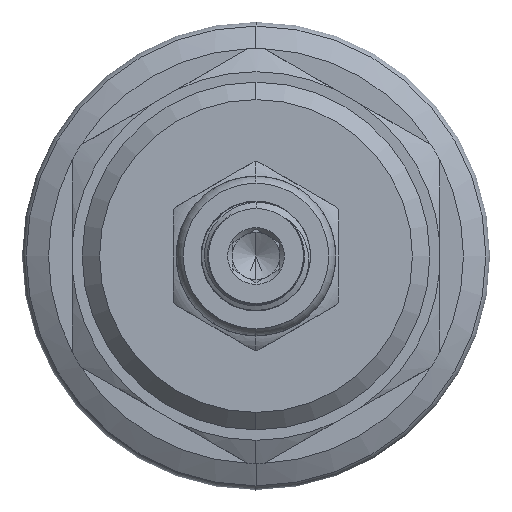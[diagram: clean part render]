
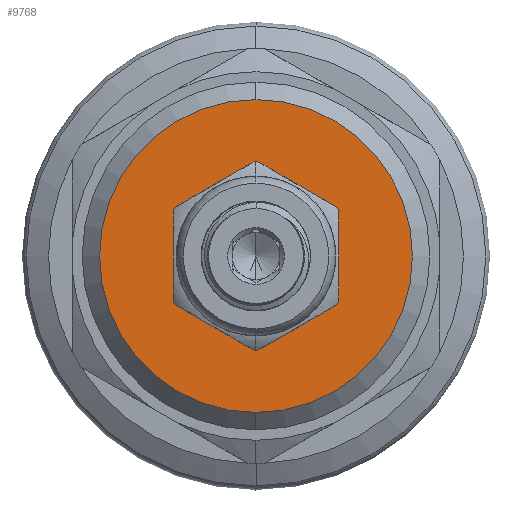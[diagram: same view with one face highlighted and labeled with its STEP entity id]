
A CAD part, left-side view. The second image highlights one B-rep face of the part: STEP entity #9768.
In plain terms, the highlighted planar face has unit normal (-1, 0, 0).
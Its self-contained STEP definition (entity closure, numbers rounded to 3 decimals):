
#124 = CIRCLE ( 'NONE', #2543, 6.875 ) ;
#1512 = CARTESIAN_POINT ( 'NONE',  ( 0., 0., 0. ) ) ;
#1976 = ORIENTED_EDGE ( 'NONE', *, *, #4187, .T. ) ;
#2078 = CARTESIAN_POINT ( 'NONE',  ( 0., 0., -13.5 ) ) ;
#2252 = EDGE_LOOP ( 'NONE', ( #1976, #4808 ) ) ;
#2275 = FACE_OUTER_BOUND ( 'NONE', #16655, .T. ) ;
#2407 = ORIENTED_EDGE ( 'NONE', *, *, #11314, .F. ) ;
#2436 = VERTEX_POINT ( 'NONE', #2078 ) ;
#2543 = AXIS2_PLACEMENT_3D ( 'NONE', #14127, #3670, #7615 ) ;
#2888 = AXIS2_PLACEMENT_3D ( 'NONE', #4645, #13750, #4695 ) ;
#2946 = AXIS2_PLACEMENT_3D ( 'NONE', #14832, #16071, #7054 ) ;
#3061 = VERTEX_POINT ( 'NONE', #3089 ) ;
#3089 = CARTESIAN_POINT ( 'NONE',  ( 0., 0., 13.5 ) ) ;
#3295 = VERTEX_POINT ( 'NONE', #5447 ) ;
#3670 = DIRECTION ( 'NONE',  ( 1., 0., 0. ) ) ;
#4156 = DIRECTION ( 'NONE',  ( 1., 0., 0. ) ) ;
#4187 = EDGE_CURVE ( 'NONE', #9635, #3295, #124, .T. ) ;
#4645 = CARTESIAN_POINT ( 'NONE',  ( 0., 0., 0. ) ) ;
#4695 = DIRECTION ( 'NONE',  ( 0., 0., 1. ) ) ;
#4808 = ORIENTED_EDGE ( 'NONE', *, *, #11034, .T. ) ;
#5447 = CARTESIAN_POINT ( 'NONE',  ( 0., 0., -6.875 ) ) ;
#6062 = PLANE ( 'NONE',  #2888 ) ;
#7054 = DIRECTION ( 'NONE',  ( 0., 0., -1. ) ) ;
#7504 = CIRCLE ( 'NONE', #7923, 13.5 ) ;
#7615 = DIRECTION ( 'NONE',  ( 0., 0., -1. ) ) ;
#7923 = AXIS2_PLACEMENT_3D ( 'NONE', #11347, #12754, #11406 ) ;
#8029 = CIRCLE ( 'NONE', #2946, 13.5 ) ;
#9635 = VERTEX_POINT ( 'NONE', #12562 ) ;
#9768 = ADVANCED_FACE ( 'NONE', ( #14695, #2275 ), #6062, .T. ) ;
#11034 = EDGE_CURVE ( 'NONE', #3295, #9635, #15009, .T. ) ;
#11314 = EDGE_CURVE ( 'NONE', #3061, #2436, #7504, .T. ) ;
#11347 = CARTESIAN_POINT ( 'NONE',  ( 0., 0., 0. ) ) ;
#11406 = DIRECTION ( 'NONE',  ( 0., 0., -1. ) ) ;
#12433 = ORIENTED_EDGE ( 'NONE', *, *, #16247, .F. ) ;
#12562 = CARTESIAN_POINT ( 'NONE',  ( 0., 0., 6.875 ) ) ;
#12754 = DIRECTION ( 'NONE',  ( 1., 0., 0. ) ) ;
#13328 = DIRECTION ( 'NONE',  ( 0., 0., -1. ) ) ;
#13750 = DIRECTION ( 'NONE',  ( -1., 0., 0. ) ) ;
#14006 = AXIS2_PLACEMENT_3D ( 'NONE', #1512, #4156, #13328 ) ;
#14127 = CARTESIAN_POINT ( 'NONE',  ( 0., 0., 0. ) ) ;
#14695 = FACE_BOUND ( 'NONE', #2252, .T. ) ;
#14832 = CARTESIAN_POINT ( 'NONE',  ( 0., 0., 0. ) ) ;
#15009 = CIRCLE ( 'NONE', #14006, 6.875 ) ;
#16071 = DIRECTION ( 'NONE',  ( 1., 0., 0. ) ) ;
#16247 = EDGE_CURVE ( 'NONE', #2436, #3061, #8029, .T. ) ;
#16655 = EDGE_LOOP ( 'NONE', ( #12433, #2407 ) ) ;
